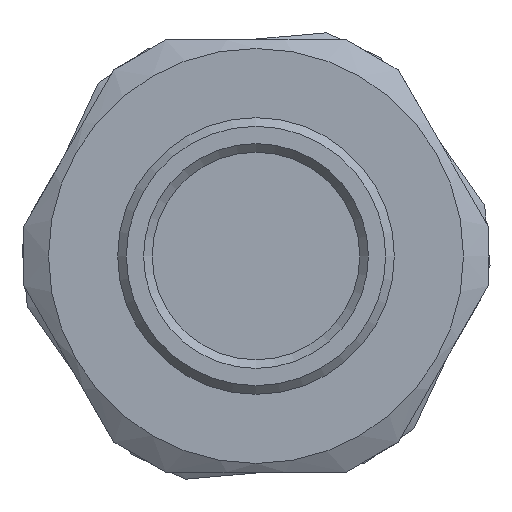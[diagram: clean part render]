
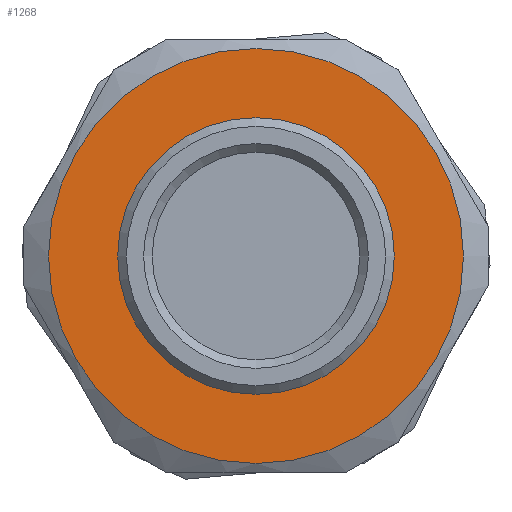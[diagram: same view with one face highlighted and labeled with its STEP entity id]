
A CAD part, front view. The second image highlights one B-rep face of the part: STEP entity #1268.
In plain terms, the highlighted planar face has unit normal (0, -1, 0).
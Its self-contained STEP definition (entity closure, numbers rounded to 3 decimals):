
#133=FACE_BOUND('',#455,.T.);
#380=FACE_OUTER_BOUND('',#454,.T.);
#454=EDGE_LOOP('',(#939));
#455=EDGE_LOOP('',(#940));
#526=CIRCLE('',#1378,7.5);
#527=CIRCLE('',#1380,12.);
#592=VERTEX_POINT('',#1960);
#593=VERTEX_POINT('',#1964);
#728=EDGE_CURVE('',#592,#592,#526,.T.);
#730=EDGE_CURVE('',#593,#593,#527,.T.);
#939=ORIENTED_EDGE('',*,*,#730,.F.);
#940=ORIENTED_EDGE('',*,*,#728,.T.);
#1212=PLANE('',#1379);
#1268=ADVANCED_FACE('',(#380,#133),#1212,.T.);
#1378=AXIS2_PLACEMENT_3D('',#1961,#1567,#1568);
#1379=AXIS2_PLACEMENT_3D('',#1963,#1570,#1571);
#1380=AXIS2_PLACEMENT_3D('',#1965,#1572,#1573);
#1567=DIRECTION('center_axis',(0.,1.,0.));
#1568=DIRECTION('ref_axis',(1.,0.,0.));
#1570=DIRECTION('center_axis',(0.,-1.,0.));
#1571=DIRECTION('ref_axis',(0.,0.,
-1.));
#1572=DIRECTION('center_axis',(0.,1.,0.));
#1573=DIRECTION('ref_axis',(1.,0.,0.));
#1960=CARTESIAN_POINT('',(56.238,-89.478,88.885));
#1961=CARTESIAN_POINT('Origin',(48.738,-89.478,88.885));
#1963=CARTESIAN_POINT('Origin',(36.738,-89.478,88.885));
#1964=CARTESIAN_POINT('',(60.738,-89.478,88.885));
#1965=CARTESIAN_POINT('Origin',(48.738,-89.478,88.885));
